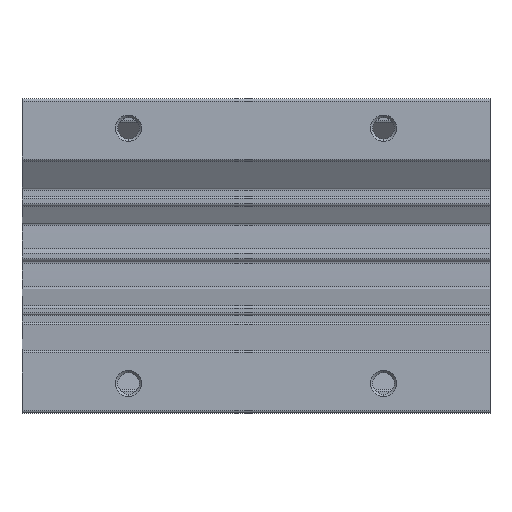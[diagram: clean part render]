
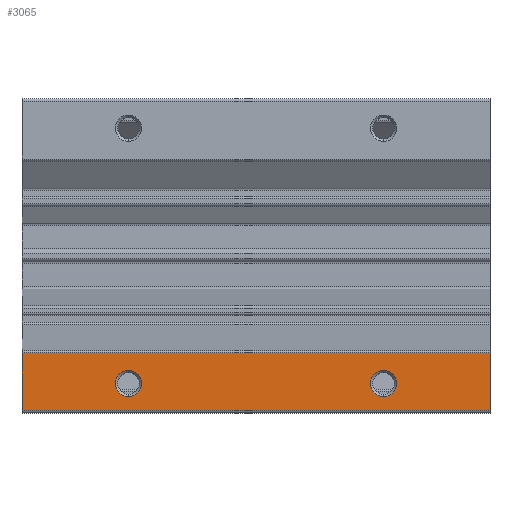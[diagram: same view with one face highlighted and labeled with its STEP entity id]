
A CAD part, top view. The second image highlights one B-rep face of the part: STEP entity #3065.
In plain terms, the highlighted planar face has unit normal (0, 0, 1).
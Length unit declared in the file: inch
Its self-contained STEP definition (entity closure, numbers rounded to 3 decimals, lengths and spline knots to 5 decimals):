
#19 = EDGE_LOOP ( 'NONE', ( #1308, #820, #970, #4152 ) ) ;
#29 = ORIENTED_EDGE ( 'NONE', *, *, #1684, .T. ) ;
#38 = VERTEX_POINT ( 'NONE', #2067 ) ;
#337 = VECTOR ( 'NONE', #2822, 39.37008 ) ;
#416 = FACE_OUTER_BOUND ( 'NONE', #19, .T. ) ;
#421 = AXIS2_PLACEMENT_3D ( 'NONE', #439, #766, #2711 ) ;
#428 = DIRECTION ( 'NONE',  ( 0., 0., -1. ) ) ;
#439 = CARTESIAN_POINT ( 'NONE',  ( 0., 0.22211, 0.62992 ) ) ;
#617 = EDGE_CURVE ( 'NONE', #2182, #1139, #845, .T. ) ;
#653 = DIRECTION ( 'NONE',  ( 1., 0., 0. ) ) ;
#766 = DIRECTION ( 'NONE',  ( 0., 0., 1. ) ) ;
#778 = CARTESIAN_POINT ( 'NONE',  ( 1.92126, 0.11024, 0.62992 ) ) ;
#790 = LINE ( 'NONE', #2115, #3076 ) ;
#803 = CARTESIAN_POINT ( 'NONE',  ( 1.92126, 0.04528, 0.62992 ) ) ;
#820 = ORIENTED_EDGE ( 'NONE', *, *, #4230, .F. ) ;
#845 = CIRCLE ( 'NONE', #3271, 0.06496 ) ;
#970 = ORIENTED_EDGE ( 'NONE', *, *, #1003, .T. ) ;
#999 = LINE ( 'NONE', #1999, #3868 ) ;
#1003 = EDGE_CURVE ( 'NONE', #38, #2214, #999, .T. ) ;
#1076 = AXIS2_PLACEMENT_3D ( 'NONE', #1532, #3554, #653 ) ;
#1106 = EDGE_LOOP ( 'NONE', ( #3663, #4185 ) ) ;
#1139 = VERTEX_POINT ( 'NONE', #4055 ) ;
#1292 = DIRECTION ( 'NONE',  ( 1., 0., 0. ) ) ;
#1308 = ORIENTED_EDGE ( 'NONE', *, *, #2950, .F. ) ;
#1335 = LINE ( 'NONE', #2306, #1780 ) ;
#1435 = FACE_BOUND ( 'NONE', #1106, .T. ) ;
#1532 = CARTESIAN_POINT ( 'NONE',  ( 0.66142, 0.11024, 0.62992 ) ) ;
#1586 = CARTESIAN_POINT ( 'NONE',  ( 2.44685, 0.26196, 0.62992 ) ) ;
#1660 = CARTESIAN_POINT ( 'NONE',  ( 0.66142, 0.11024, 0.62992 ) ) ;
#1684 = EDGE_CURVE ( 'NONE', #4078, #1689, #3196, .T. ) ;
#1689 = VERTEX_POINT ( 'NONE', #3072 ) ;
#1717 = DIRECTION ( 'NONE',  ( 0., 0., -1. ) ) ;
#1780 = VECTOR ( 'NONE', #3313, 39.37008 ) ;
#1897 = CARTESIAN_POINT ( 'NONE',  ( 1.92126, 0.11024, 0.62992 ) ) ;
#1901 = CARTESIAN_POINT ( 'NONE',  ( 2.44685, -0.02362, 0.62992 ) ) ;
#1989 = VERTEX_POINT ( 'NONE', #3248 ) ;
#1999 = CARTESIAN_POINT ( 'NONE',  ( 0.13583, -0.02362, 0.62992 ) ) ;
#2005 = EDGE_CURVE ( 'NONE', #1139, #2182, #2249, .T. ) ;
#2067 = CARTESIAN_POINT ( 'NONE',  ( 0.13583, -0.02362, 0.62992 ) ) ;
#2115 = CARTESIAN_POINT ( 'NONE',  ( 0.13583, 0.26196, 0.62992 ) ) ;
#2182 = VERTEX_POINT ( 'NONE', #2726 ) ;
#2214 = VERTEX_POINT ( 'NONE', #2776 ) ;
#2249 = CIRCLE ( 'NONE', #1076, 0.06496 ) ;
#2306 = CARTESIAN_POINT ( 'NONE',  ( 0.13583, -0.02362, 0.62992 ) ) ;
#2321 = EDGE_CURVE ( 'NONE', #2214, #3333, #3448, .T. ) ;
#2418 = AXIS2_PLACEMENT_3D ( 'NONE', #778, #428, #3377 ) ;
#2711 = DIRECTION ( 'NONE',  ( 1., 0., 0. ) ) ;
#2726 = CARTESIAN_POINT ( 'NONE',  ( 0.66142, 0.04528, 0.62992 ) ) ;
#2756 = FACE_BOUND ( 'NONE', #3353, .T. ) ;
#2776 = CARTESIAN_POINT ( 'NONE',  ( 2.44685, -0.02362, 0.62992 ) ) ;
#2822 = DIRECTION ( 'NONE',  ( 0., 1., 0. ) ) ;
#2862 = DIRECTION ( 'NONE',  ( 1., 0., 0. ) ) ;
#2950 = EDGE_CURVE ( 'NONE', #1989, #3333, #790, .T. ) ;
#3029 = AXIS2_PLACEMENT_3D ( 'NONE', #1897, #3195, #2862 ) ;
#3044 = PLANE ( 'NONE',  #421 ) ;
#3065 = ADVANCED_FACE ( 'NONE', ( #416, #1435, #2756 ), #3044, .T. ) ;
#3072 = CARTESIAN_POINT ( 'NONE',  ( 1.92126, 0.1752, 0.62992 ) ) ;
#3076 = VECTOR ( 'NONE', #1292, 39.37008 ) ;
#3195 = DIRECTION ( 'NONE',  ( 0., 0., -1. ) ) ;
#3196 = CIRCLE ( 'NONE', #2418, 0.06496 ) ;
#3248 = CARTESIAN_POINT ( 'NONE',  ( 0.13583, 0.26196, 0.62992 ) ) ;
#3271 = AXIS2_PLACEMENT_3D ( 'NONE', #1660, #1717, #3596 ) ;
#3313 = DIRECTION ( 'NONE',  ( 0., 1., 0. ) ) ;
#3333 = VERTEX_POINT ( 'NONE', #1586 ) ;
#3353 = EDGE_LOOP ( 'NONE', ( #29, #4090 ) ) ;
#3377 = DIRECTION ( 'NONE',  ( 1., 0., 0. ) ) ;
#3440 = CIRCLE ( 'NONE', #3029, 0.06496 ) ;
#3448 = LINE ( 'NONE', #1901, #337 ) ;
#3554 = DIRECTION ( 'NONE',  ( 0., 0., -1. ) ) ;
#3596 = DIRECTION ( 'NONE',  ( 1., 0., 0. ) ) ;
#3663 = ORIENTED_EDGE ( 'NONE', *, *, #617, .T. ) ;
#3791 = EDGE_CURVE ( 'NONE', #1689, #4078, #3440, .T. ) ;
#3868 = VECTOR ( 'NONE', #3908, 39.37008 ) ;
#3908 = DIRECTION ( 'NONE',  ( 1., 0., 0. ) ) ;
#4055 = CARTESIAN_POINT ( 'NONE',  ( 0.66142, 0.1752, 0.62992 ) ) ;
#4078 = VERTEX_POINT ( 'NONE', #803 ) ;
#4090 = ORIENTED_EDGE ( 'NONE', *, *, #3791, .T. ) ;
#4152 = ORIENTED_EDGE ( 'NONE', *, *, #2321, .T. ) ;
#4185 = ORIENTED_EDGE ( 'NONE', *, *, #2005, .T. ) ;
#4230 = EDGE_CURVE ( 'NONE', #38, #1989, #1335, .T. ) ;
